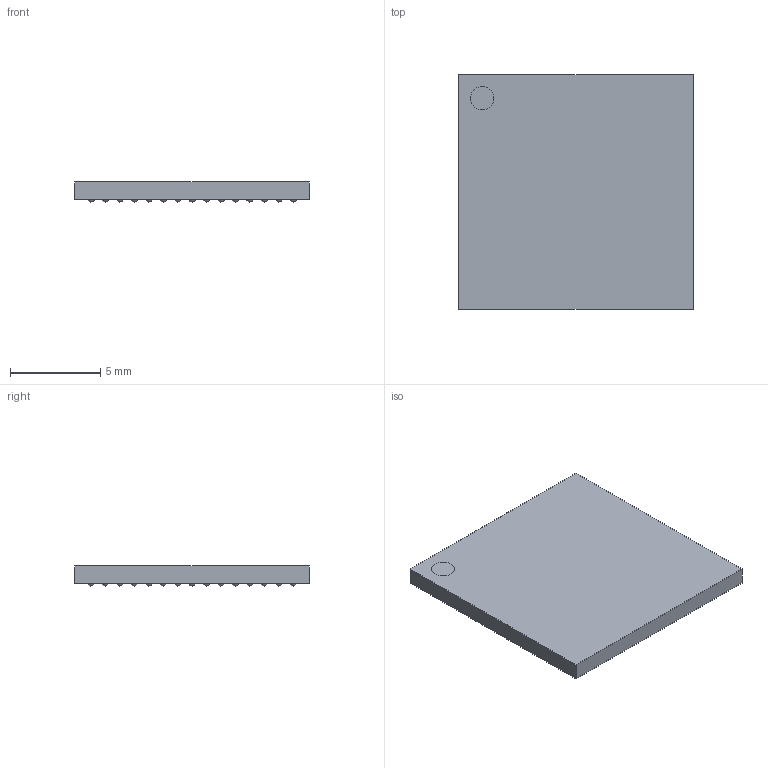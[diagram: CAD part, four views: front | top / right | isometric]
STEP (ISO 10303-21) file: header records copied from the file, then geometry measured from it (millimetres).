
FILE_DESCRIPTION(/* description */ ('model of TFBGA-216_13x13mm_Layout15x15_P0.8mm'),/* implementation_level */ '2;1');
FILE_NAME(/* name */ 'TFBGA-216_13x13mm_Layout15x15_P0.8mm.step',/* time_stamp */ '1970-01-01T00:00:00',/* author */ ('KiCAD','kicad'),/* organization */ ('OCCT'),/* preprocessor_version */ '',/* originating_system */ 'KiCAD',/* authorisation */ '');
FILE_SCHEMA(('AUTOMOTIVE_DESIGN { 1 0 10303 214 1 1 1 1 }'));
Length unit declared in the file: millimetre
Products named in the file (1): TFBGA-216_13x13mm_Layout15x15_P0.8mm
Bounding box: 13 x 13 x 1.11 mm (x, y, z)
Volume: 163.3 mm3; surface area: 404.8 mm2
Topology: 1 solids, 1 shells, 224 faces, 663 edges, 442 vertices
Faces by surface type: sphere 216, plane 7, cylinder 1
Full cylindrical faces by diameter (mm): 1.3 x1
Entity records: 5364 total; most frequent: CARTESIAN_POINT 877, ORIENTED_EDGE 671, AXIS2_PLACEMENT_3D 658, EDGE_CURVE 447, VERTEX_POINT 442, FACE_BOUND 441, EDGE_LOOP 441, CIRCLE 434
